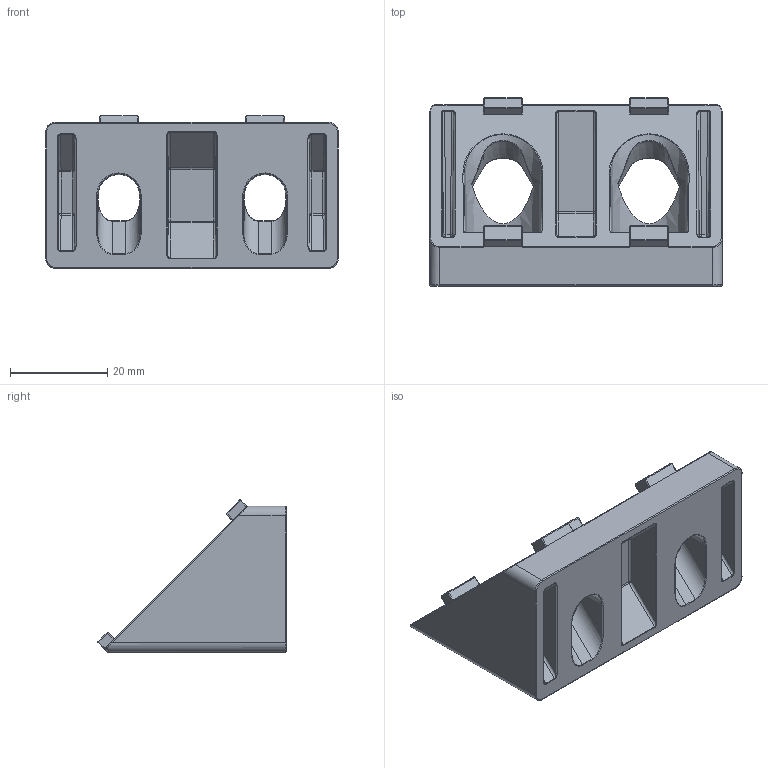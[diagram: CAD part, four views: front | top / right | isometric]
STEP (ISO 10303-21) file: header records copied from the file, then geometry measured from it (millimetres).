
FILE_DESCRIPTION (( 'STEP AP214' ), '1' );
FILE_NAME ('6128458', '2019-01-28T16:39:15', ( '' ), ('JUGARD+KÜNSTNER GmbH'), 'SwSTEP 2.0', 'SolidWorks 2017', '' );
FILE_SCHEMA (( 'AUTOMOTIVE_DESIGN' ));
Length unit declared in the file: millimetre
Products named in the file (1): 6128458
Bounding box: 60 x 38.62 x 31.33 mm (x, y, z)
Volume: 22900.7 mm3; surface area: 12862.4 mm2
Topology: 1 solids, 1 shells, 386 faces, 882 edges, 498 vertices
Faces by surface type: cylinder 167, bspline 136, plane 75, cone 8
Entity records: 13599 total; most frequent: CARTESIAN_POINT 5784, ORIENTED_EDGE 1752, DIRECTION 1462, EDGE_CURVE 876, AXIS2_PLACEMENT_3D 545, VERTEX_POINT 498, EDGE_LOOP 400, ADVANCED_FACE 386
